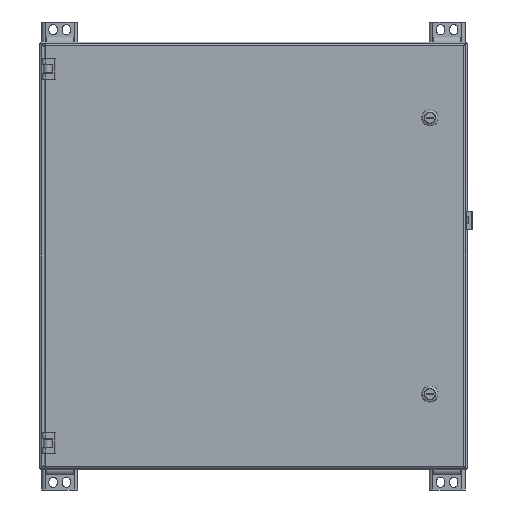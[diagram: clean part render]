
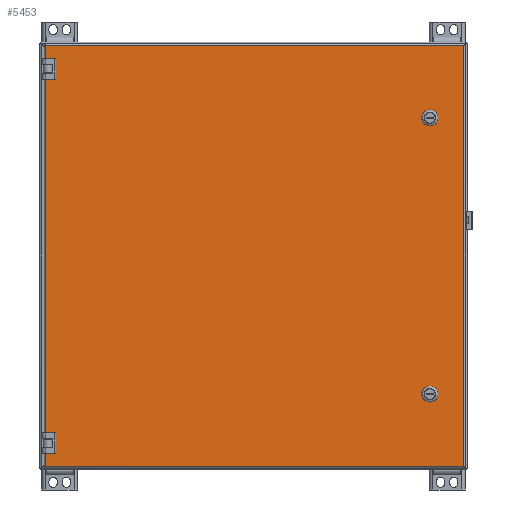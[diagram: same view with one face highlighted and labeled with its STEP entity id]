
A CAD part, front view. The second image highlights one B-rep face of the part: STEP entity #5453.
In plain terms, the highlighted planar face has unit normal (0, -1, 0).
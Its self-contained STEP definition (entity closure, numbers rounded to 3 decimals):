
#5453 = ADVANCED_FACE( '', ( #12053, #12054, #12055 ), #12056, .T. );
#12053 = FACE_BOUND( '', #31005, .T. );
#12054 = FACE_BOUND( '', #31006, .T. );
#12055 = FACE_OUTER_BOUND( '', #31007, .T. );
#12056 = PLANE( '', #31008 );
#31005 = EDGE_LOOP( '', ( #66721, #66722, #66723, #66724 ) );
#31006 = EDGE_LOOP( '', ( #66725, #66726, #66727, #66728 ) );
#31007 = EDGE_LOOP( '', ( #66729, #66730, #66731, #66732, #66733, #66734, #66735, #66736, #66737, #66738, #66739, #66740 ) );
#31008 = AXIS2_PLACEMENT_3D( '', #66741, #66742, #66743 );
#66721 = ORIENTED_EDGE( '', *, *, #87332, .F. );
#66722 = ORIENTED_EDGE( '', *, *, #87333, .F. );
#66723 = ORIENTED_EDGE( '', *, *, #87334, .F. );
#66724 = ORIENTED_EDGE( '', *, *, #83727, .F. );
#66725 = ORIENTED_EDGE( '', *, *, #85349, .F. );
#66726 = ORIENTED_EDGE( '', *, *, #85851, .F. );
#66727 = ORIENTED_EDGE( '', *, *, #85138, .F. );
#66728 = ORIENTED_EDGE( '', *, *, #87335, .F. );
#66729 = ORIENTED_EDGE( '', *, *, #87336, .F. );
#66730 = ORIENTED_EDGE( '', *, *, #85674, .F. );
#66731 = ORIENTED_EDGE( '', *, *, #87337, .F. );
#66732 = ORIENTED_EDGE( '', *, *, #87338, .F. );
#66733 = ORIENTED_EDGE( '', *, *, #84984, .F. );
#66734 = ORIENTED_EDGE( '', *, *, #87339, .F. );
#66735 = ORIENTED_EDGE( '', *, *, #87340, .F. );
#66736 = ORIENTED_EDGE( '', *, *, #87341, .T. );
#66737 = ORIENTED_EDGE( '', *, *, #85548, .F. );
#66738 = ORIENTED_EDGE( '', *, *, #87342, .F. );
#66739 = ORIENTED_EDGE( '', *, *, #87343, .F. );
#66740 = ORIENTED_EDGE( '', *, *, #84154, .F. );
#66741 = CARTESIAN_POINT( '', ( 0., 0., 0. ) );
#66742 = DIRECTION( '', ( 0., -1., 0. ) );
#66743 = DIRECTION( '', ( 0., 0., -1. ) );
#83727 = EDGE_CURVE( '', #92628, #92630, #92631, .T. );
#84154 = EDGE_CURVE( '', #93429, #93431, #93432, .T. );
#84984 = EDGE_CURVE( '', #94835, #94831, #94837, .T. );
#85138 = EDGE_CURVE( '', #95081, #95083, #95084, .T. );
#85349 = EDGE_CURVE( '', #95423, #95425, #95426, .T. );
#85548 = EDGE_CURVE( '', #95751, #95753, #95754, .T. );
#85674 = EDGE_CURVE( '', #95958, #95960, #95961, .T. );
#85851 = EDGE_CURVE( '', #95083, #95423, #96250, .T. );
#87332 = EDGE_CURVE( '', #98535, #92628, #98536, .T. );
#87333 = EDGE_CURVE( '', #98537, #98535, #98538, .T. );
#87334 = EDGE_CURVE( '', #92630, #98537, #98539, .T. );
#87335 = EDGE_CURVE( '', #95425, #95081, #98540, .T. );
#87336 = EDGE_CURVE( '', #95960, #93429, #98541, .T. );
#87337 = EDGE_CURVE( '', #98542, #95958, #98543, .T. );
#87338 = EDGE_CURVE( '', #94831, #98542, #98544, .T. );
#87339 = EDGE_CURVE( '', #97484, #94835, #98545, .T. );
#87340 = EDGE_CURVE( '', #98546, #97484, #98547, .T. );
#87341 = EDGE_CURVE( '', #98546, #95753, #98548, .T. );
#87342 = EDGE_CURVE( '', #98549, #95751, #98550, .T. );
#87343 = EDGE_CURVE( '', #93431, #98549, #98551, .T. );
#92628 = VERTEX_POINT( '', #106801 );
#92630 = VERTEX_POINT( '', #106804 );
#92631 = LINE( '', #106805, #106806 );
#93429 = VERTEX_POINT( '', #109778 );
#93431 = VERTEX_POINT( '', #109780 );
#93432 = LINE( '', #109781, #109782 );
#94831 = VERTEX_POINT( '', #113342 );
#94835 = VERTEX_POINT( '', #113347 );
#94837 = LINE( '', #113358, #113359 );
#95081 = VERTEX_POINT( '', #113902 );
#95083 = VERTEX_POINT( '', #113905 );
#95084 = CIRCLE( '', #113906, 9.716 );
#95423 = VERTEX_POINT( '', #114679 );
#95425 = VERTEX_POINT( '', #114682 );
#95426 = CIRCLE( '', #114683, 9.716 );
#95751 = VERTEX_POINT( '', #115362 );
#95753 = VERTEX_POINT( '', #115364 );
#95754 = LINE( '', #115365, #115366 );
#95958 = VERTEX_POINT( '', #115945 );
#95960 = VERTEX_POINT( '', #115948 );
#95961 = LINE( '', #115949, #115950 );
#96250 = LINE( '', #116805, #116806 );
#97484 = VERTEX_POINT( '', #119647 );
#98535 = VERTEX_POINT( '', #122110 );
#98536 = CIRCLE( '', #122111, 9.716 );
#98537 = VERTEX_POINT( '', #122112 );
#98538 = LINE( '', #122113, #122114 );
#98539 = CIRCLE( '', #122115, 9.716 );
#98540 = LINE( '', #122116, #122117 );
#98541 = LINE( '', #122118, #122119 );
#98542 = VERTEX_POINT( '', #122120 );
#98543 = LINE( '', #122121, #122122 );
#98544 = LINE( '', #122123, #122124 );
#98545 = LINE( '', #122125, #122126 );
#98546 = VERTEX_POINT( '', #122127 );
#98547 = LINE( '', #122128, #122129 );
#98548 = LINE( '', #122130, #122131 );
#98549 = VERTEX_POINT( '', #122132 );
#98550 = LINE( '', #122133, #122134 );
#98551 = LINE( '', #122135, #122136 );
#106801 = CARTESIAN_POINT( '', ( 241.506, 0., 202.179 ) );
#106804 = CARTESIAN_POINT( '', ( 241.506, 0., 191.534 ) );
#106805 = CARTESIAN_POINT( '', ( 241.506, 0., 202.179 ) );
#106806 = VECTOR( '', #134969, 1000. );
#109778 = CARTESIAN_POINT( '', ( -298.098, 0., 256.388 ) );
#109780 = CARTESIAN_POINT( '', ( -285.931, 0., 256.388 ) );
#109781 = CARTESIAN_POINT( '', ( 0., 0., 256.388 ) );
#109782 = VECTOR( '', #135085, 1000. );
#113342 = CARTESIAN_POINT( '', ( -298.098, 0., -277.012 ) );
#113347 = CARTESIAN_POINT( '', ( -298.098, 0., -300.082 ) );
#113358 = CARTESIAN_POINT( '', ( -298.098, 0., -300.082 ) );
#113359 = VECTOR( '', #135648, 1000. );
#113902 = CARTESIAN_POINT( '', ( 241.506, 0., -202.179 ) );
#113905 = CARTESIAN_POINT( '', ( 257.762, 0., -202.179 ) );
#113906 = AXIS2_PLACEMENT_3D( '', #135761, #135762, #135763 );
#114679 = CARTESIAN_POINT( '', ( 257.762, 0., -191.534 ) );
#114682 = CARTESIAN_POINT( '', ( 241.506, 0., -191.534 ) );
#114683 = AXIS2_PLACEMENT_3D( '', #135903, #135904, #135905 );
#115362 = CARTESIAN_POINT( '', ( -298.098, 0., 277.012 ) );
#115364 = CARTESIAN_POINT( '', ( -298.098, 0., 300.082 ) );
#115365 = CARTESIAN_POINT( '', ( -298.098, 0., -300.082 ) );
#115366 = VECTOR( '', #136093, 1000. );
#115945 = CARTESIAN_POINT( '', ( -285.931, 0., -256.388 ) );
#115948 = CARTESIAN_POINT( '', ( -298.098, 0., -256.388 ) );
#115949 = CARTESIAN_POINT( '', ( 0., 0., -256.388 ) );
#115950 = VECTOR( '', #136180, 1000. );
#116805 = CARTESIAN_POINT( '', ( 257.762, 0., -191.534 ) );
#116806 = VECTOR( '', #136282, 1000. );
#119647 = CARTESIAN_POINT( '', ( 298.098, 0., -300.082 ) );
#122110 = CARTESIAN_POINT( '', ( 257.762, 0., 202.179 ) );
#122111 = AXIS2_PLACEMENT_3D( '', #137477, #137478, #137479 );
#122112 = CARTESIAN_POINT( '', ( 257.762, 0., 191.534 ) );
#122113 = CARTESIAN_POINT( '', ( 257.762, 0., 202.179 ) );
#122114 = VECTOR( '', #137480, 1000. );
#122115 = AXIS2_PLACEMENT_3D( '', #137481, #137482, #137483 );
#122116 = CARTESIAN_POINT( '', ( 241.506, 0., -191.534 ) );
#122117 = VECTOR( '', #137484, 1000. );
#122118 = CARTESIAN_POINT( '', ( -298.098, 0., -300.082 ) );
#122119 = VECTOR( '', #137485, 1000. );
#122120 = CARTESIAN_POINT( '', ( -285.931, 0., -277.012 ) );
#122121 = CARTESIAN_POINT( '', ( -285.931, 0., 0. ) );
#122122 = VECTOR( '', #137486, 1000. );
#122123 = CARTESIAN_POINT( '', ( 0., 0., -277.012 ) );
#122124 = VECTOR( '', #137487, 1000. );
#122125 = CARTESIAN_POINT( '', ( 298.098, 0., -300.082 ) );
#122126 = VECTOR( '', #137488, 1000. );
#122127 = CARTESIAN_POINT( '', ( 298.098, 0., 300.082 ) );
#122128 = CARTESIAN_POINT( '', ( 298.098, 0., 300.082 ) );
#122129 = VECTOR( '', #137489, 1000. );
#122130 = CARTESIAN_POINT( '', ( -298.098, 0., 300.082 ) );
#122131 = VECTOR( '', #137490, 1000. );
#122132 = CARTESIAN_POINT( '', ( -285.931, 0., 277.012 ) );
#122133 = CARTESIAN_POINT( '', ( 0., 0., 277.012 ) );
#122134 = VECTOR( '', #137491, 1000. );
#122135 = CARTESIAN_POINT( '', ( -285.931, 0., 533.4 ) );
#122136 = VECTOR( '', #137492, 1000. );
#134969 = DIRECTION( '', ( 0., 0., -1. ) );
#135085 = DIRECTION( '', ( 1., 0., 0. ) );
#135648 = DIRECTION( '', ( 0., 0., 1. ) );
#135761 = CARTESIAN_POINT( '', ( 249.634, 0., -196.856 ) );
#135762 = DIRECTION( '', ( 0., -1., 0. ) );
#135763 = DIRECTION( '', ( 1., 0., 0. ) );
#135903 = CARTESIAN_POINT( '', ( 249.634, 0., -196.856 ) );
#135904 = DIRECTION( '', ( 0., -1., 0. ) );
#135905 = DIRECTION( '', ( 1., 0., 0. ) );
#136093 = DIRECTION( '', ( 0., 0., 1. ) );
#136180 = DIRECTION( '', ( -1., 0., 0. ) );
#136282 = DIRECTION( '', ( 0., 0., 1. ) );
#137477 = CARTESIAN_POINT( '', ( 249.634, 0., 196.856 ) );
#137478 = DIRECTION( '', ( 0., -1., 0. ) );
#137479 = DIRECTION( '', ( 1., 0., 0. ) );
#137480 = DIRECTION( '', ( 0., 0., 1. ) );
#137481 = CARTESIAN_POINT( '', ( 249.634, 0., 196.856 ) );
#137482 = DIRECTION( '', ( 0., -1., 0. ) );
#137483 = DIRECTION( '', ( 1., 0., 0. ) );
#137484 = DIRECTION( '', ( 0., 0., -1. ) );
#137485 = DIRECTION( '', ( 0., 0., 1. ) );
#137486 = DIRECTION( '', ( 0., 0., 1. ) );
#137487 = DIRECTION( '', ( 1., 0., 0. ) );
#137488 = DIRECTION( '', ( -1., 0., 0. ) );
#137489 = DIRECTION( '', ( 0., 0., -1. ) );
#137490 = DIRECTION( '', ( -1., 0., 0. ) );
#137491 = DIRECTION( '', ( -1., 0., 0. ) );
#137492 = DIRECTION( '', ( 0., 0., 1. ) );
